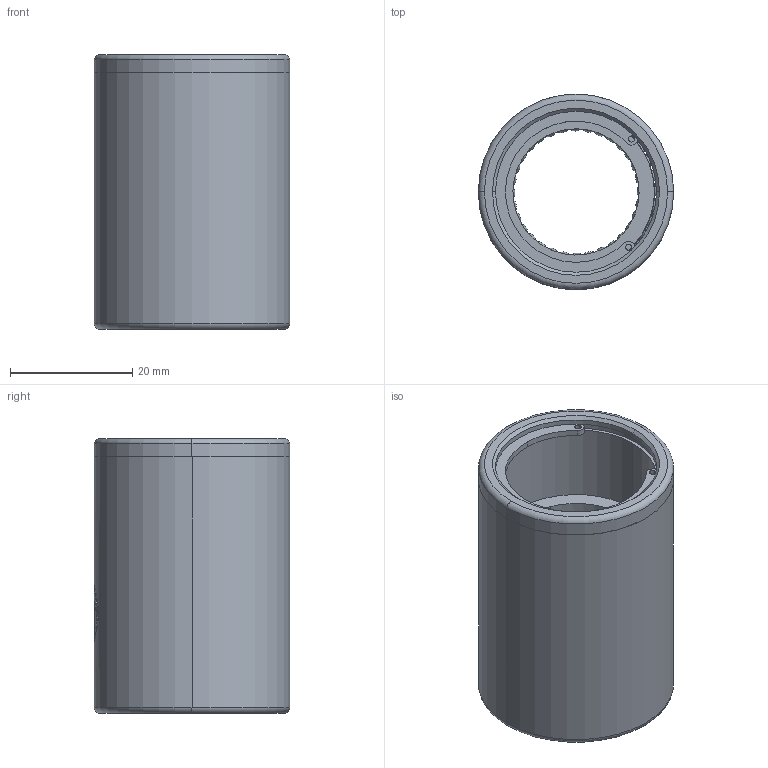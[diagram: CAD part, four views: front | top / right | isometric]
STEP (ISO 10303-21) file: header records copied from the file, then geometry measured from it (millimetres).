
FILE_DESCRIPTION (( 'STEP AP214' ), '1' );
FILE_NAME ('GBB-d20.STEP', '2021-08-07T01:32:03', ( 'User' ), ( 'china' ), 'SwSTEP 2.0', 'SolidWorks 2016', '' );
FILE_SCHEMA (( 'AUTOMOTIVE_DESIGN' ));
Length unit declared in the file: millimetre
Products named in the file (6): BSH紩杶-d20; BALL-D4; BSH紩杶-d20--; GBB囀縐D20; GBB-D32-L45-; GBB-d20
Assembly tree (101 placements, depth 3):
  GBB-d20
    GBB-D32-L45-
    GBB囀縐D20  x2
    BSH紩杶-d20
      BSH紩杶-d20--
      BALL-D4  x96
Bounding box: 32 x 32 x 45 mm (x, y, z)
Volume: 16500.3 mm3; surface area: 18705 mm2
Topology: 100 solids, 100 shells, 469 faces, 1966 edges, 1308 vertices
Faces by surface type: sphere 384, cylinder 56, plane 21, cone 4, torus 4
Entity records: 16801 total; most frequent: CARTESIAN_POINT 9052, ORIENTED_EDGE 1554, DIRECTION 1355, EDGE_CURVE 777, AXIS2_PLACEMENT_3D 641, VERTEX_POINT 516, EDGE_LOOP 459, B_SPLINE_CURVE_WITH_KNOTS 428
